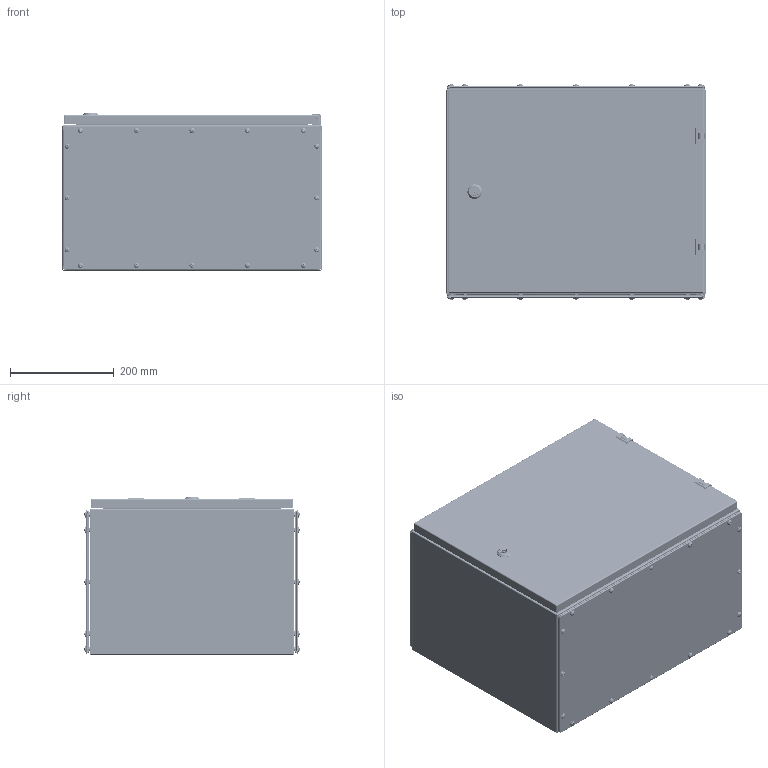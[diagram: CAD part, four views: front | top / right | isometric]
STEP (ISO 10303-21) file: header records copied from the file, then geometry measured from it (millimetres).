
FILE_DESCRIPTION (( 'STEP AP214' ), '1' );
FILE_NAME ('10.050.040.30.STEP', '2024-05-28T08:56:42', ( '' ), ( '' ), 'SwSTEP 2.0', 'SolidWorks 2021', '' );
FILE_SCHEMA (( 'AUTOMOTIVE_DESIGN' ));
Length unit declared in the file: millimetre
Products named in the file (25): Äâåðíîå ïîëîòíî W500H400; ﾇ瑟鶴 ﾀﾑ ms1000-3M.stp; 8SJ_MS705_0010.stp; Çàêëåïêà ðåçüáîâàÿ Ì8 øåñòèãðàííàÿ ñ óìåíüøåííûì áîðòîì; 10.050.040.30; Øïèëüêà ïðèâàðíàÿ Ì6õ20; Ðåéêà H400; Øïèëüêà ïðèâàðíàÿ Ì6õ15; Ïðîêëàäêà êðûøêè W500D300; Ãàñêåòèíã äâåðè W500H400; Êàðêàñ øêàôà W500H400D300; Çàêëåïêà ðåçüáîâàÿ Ì5 øåñòèãðàííàÿ ñ óìåíüøåííûì áîðòîì; 署赅 W500D300; 8SJ_MS705_0510.stp; ﾄ粢 ﾑﾁ W500H400; Âèíò DIN 967 Ì5õ16 ñ ïîëóêðóãëîé ãîëîâêîé ñ êðåñòîîáðàçíûì øëèöåì; 8SJ_MS705_0760.stp; Áîëò Ì6õ10 ñ øåñòèãðàííîé ãîëîâêîé ñ ïðåññøàéáîé; SW6X8.stp; Øïèëüêà ïðèâàðíàÿ Ì6õ10; 8SJ_MS705-1_0040.stp; Êîðïóñ øêàôà W500H400D300; 嵑謺麃 檐; Ïåðåìû÷êà êàðêàñà W500; 8SJ_S1B_0001.stp
Assembly tree (106 placements, depth 4):
  10.050.040.30
    Êàðêàñ øêàôà W500H400D300
      Êîðïóñ øêàôà W500H400D300
      Ïåðåìû÷êà êàðêàñà W500  x2
      Øïèëüêà ïðèâàðíàÿ Ì6õ15  x8
      Øïèëüêà ïðèâàðíàÿ Ì6õ20  x4
    署赅 W500D300  x2
    Ïðîêëàäêà êðûøêè W500D300  x2
    ﾄ粢 ﾑﾁ W500H400
      Äâåðíîå ïîëîòíî W500H400
      Ðåéêà H400  x2
      Ãàñêåòèíã äâåðè W500H400
      Øïèëüêà ïðèâàðíàÿ Ì6õ10  x2
      ﾇ瑟鶴 ﾀﾑ ms1000-3M.stp
        8SJ_MS705_0010.stp
        8SJ_MS705_0510.stp
        8SJ_MS705_0760.stp
        8SJ_S1B_0001.stp
        8SJ_MS705-1_0040.stp
        SW6X8.stp
    嵑謺麃 檐  x2
    Áîëò Ì6õ10 ñ øåñòèãðàííîé ãîëîâêîé ñ ïðåññøàéáîé  x2
    Çàêëåïêà ðåçüáîâàÿ Ì5 øåñòèãðàííàÿ ñ óìåíüøåííûì áîðòîì  x32
    Âèíò DIN 967 Ì5õ16 ñ ïîëóêðóãëîé ãîëîâêîé ñ êðåñòîîáðàçíûì øëèöåì  x32
    Çàêëåïêà ðåçüáîâàÿ Ì8 øåñòèãðàííàÿ ñ óìåíüøåííûì áîðòîì  x4
Bounding box: 500 x 415.17 x 304.65 mm (x, y, z)
Volume: 1401730.5 mm3; surface area: 2429897.2 mm2
Topology: 104 solids, 110 shells, 5998 faces, 15162 edges, 9473 vertices
Faces by surface type: plane 2669, cylinder 2218, bspline 460, cone 298, torus 233, sphere 120
Entity records: 85737 total; most frequent: CARTESIAN_POINT 42260, ORIENTED_EDGE 9316, DIRECTION 7809, EDGE_CURVE 4664, VERTEX_POINT 2891, AXIS2_PLACEMENT_3D 2615, VECTOR 2579, LINE 2579
